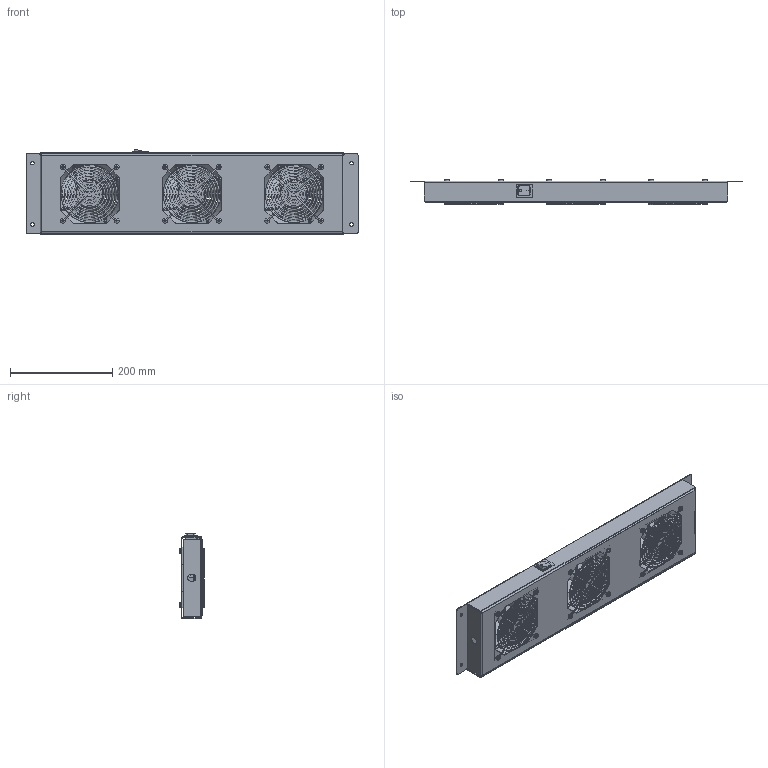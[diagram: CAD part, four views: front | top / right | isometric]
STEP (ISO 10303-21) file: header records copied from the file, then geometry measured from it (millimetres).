
FILE_DESCRIPTION (( 'STEP AP203' ), '1' );
FILE_NAME ('R5VSIT8003F.STEP', '2014-04-04T11:33:15', ( 'admin' ), ( '' ), 'SwSTEP 2.0', 'SolidWorks 2013', '' );
FILE_SCHEMA (( 'CONFIG_CONTROL_DESIGN' ));
Length unit declared in the file: millimetre
Products named in the file (7): QB03C151_QB03C143; griglia ventola 120mm; QB03C152; Interruttori per ventole_Standard; Ventola 120mm; A2200024; R5VSIT8003F
Assembly tree (33 placements, depth 2):
  R5VSIT8003F
    QB03C152
    Ventola 120mm  x3
    QB03C151_QB03C143
    griglia ventola 120mm  x3
    Interruttori per ventole_Standard
    A2200024  x24
Bounding box: 650 x 50.1 x 167.15 mm (x, y, z)
Volume: 790289.2 mm3; surface area: 710962.8 mm2
Topology: 60 solids, 60 shells, 2389 faces, 6438 edges, 4156 vertices
Faces by surface type: plane 1492, cylinder 364, bspline 260, torus 144, cone 81, sphere 48
Entity records: 40786 total; most frequent: CARTESIAN_POINT 11342, ORIENTED_EDGE 6000, DIRECTION 5267, EDGE_CURVE 3000, LINE 2315, VECTOR 2315, VERTEX_POINT 1958, AXIS2_PLACEMENT_3D 1476
